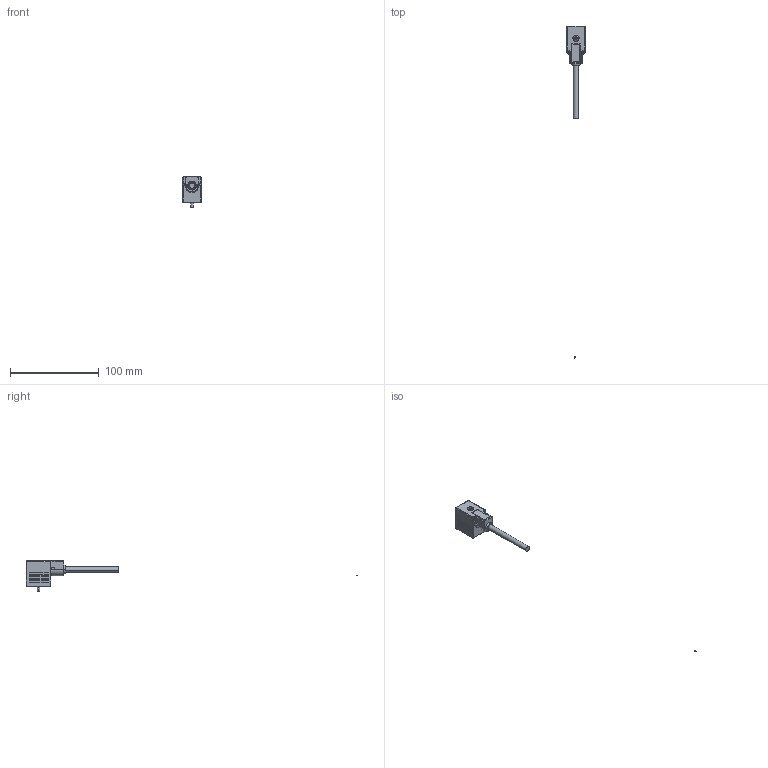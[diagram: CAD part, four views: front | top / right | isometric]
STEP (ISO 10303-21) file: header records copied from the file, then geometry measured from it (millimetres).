
FILE_DESCRIPTION (( 'STEP AP203' ), '1' );
FILE_NAME ('VB21-024-M.STEP', '2025-04-10T02:56:08', ( '' ), ( '' ), 'SwSTEP 2.0', 'SolidWorks 2018', '' );
FILE_SCHEMA (( 'CONFIG_CONTROL_DESIGN' ));
Length unit declared in the file: millimetre
Products named in the file (1): VB21-024-M
Bounding box: 21 x 374.55 x 34.4 mm (x, y, z)
Volume: 19339.9 mm3; surface area: 9175.9 mm2
Topology: 5 solids, 11 shells, 444 faces, 1121 edges, 721 vertices
Faces by surface type: plane 333, cylinder 87, cone 10, bspline 8, sphere 4, torus 2
Entity records: 14020 total; most frequent: CARTESIAN_POINT 3268, ORIENTED_EDGE 2234, DIRECTION 2133, EDGE_CURVE 1117, LINE 861, VECTOR 861, VERTEX_POINT 721, AXIS2_PLACEMENT_3D 636
